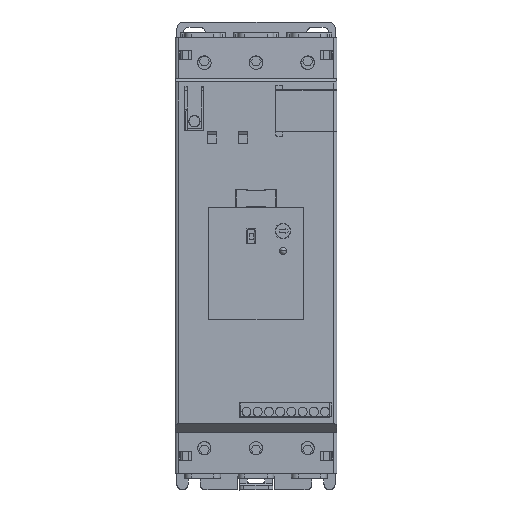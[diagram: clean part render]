
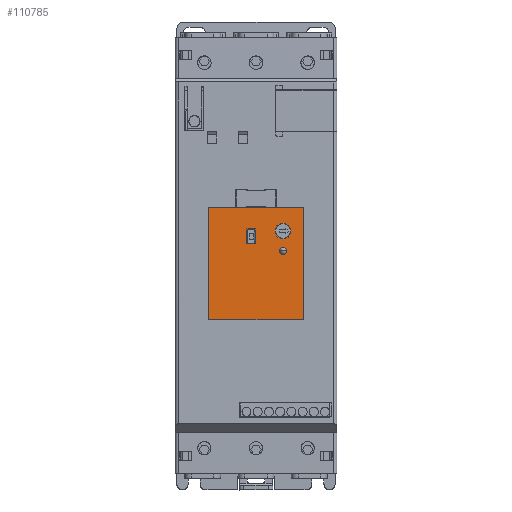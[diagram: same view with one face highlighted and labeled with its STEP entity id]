
A CAD part, top view. The second image highlights one B-rep face of the part: STEP entity #110785.
In plain terms, the highlighted planar face has unit normal (0, 0, 1).
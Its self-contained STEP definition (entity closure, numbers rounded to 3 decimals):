
#94726=DIRECTION('',(1.,0.,0.));
#94727=VECTOR('',#94726,5.35);
#94728=CARTESIAN_POINT('',(-79.094,205.163,
373.762));
#94729=LINE('',#94728,#94727);
#94730=DIRECTION('',(0.,1.,0.));
#94731=VECTOR('',#94730,0.175);
#94732=CARTESIAN_POINT('',(-73.744,205.163,
373.762));
#94733=LINE('',#94732,#94731);
#94734=DIRECTION('',(1.,0.,0.));
#94735=VECTOR('',#94734,11.825);
#94736=CARTESIAN_POINT('',(-73.744,205.338,
373.762));
#94737=LINE('',#94736,#94735);
#94738=DIRECTION('',(0.,-1.,0.));
#94739=VECTOR('',#94738,50.);
#94740=CARTESIAN_POINT('',(-61.919,205.338,
373.762));
#94741=LINE('',#94740,#94739);
#94742=DIRECTION('',(-1.,0.,0.));
#94743=VECTOR('',#94742,42.);
#94744=CARTESIAN_POINT('',(-61.919,155.338,
373.762));
#94745=LINE('',#94744,#94743);
#94746=DIRECTION('',(0.,1.,0.));
#94747=VECTOR('',#94746,50.);
#94748=CARTESIAN_POINT('',(-103.919,155.338,
373.762));
#94749=LINE('',#94748,#94747);
#94750=DIRECTION('',(1.,0.,0.));
#94751=VECTOR('',#94750,11.825);
#94752=CARTESIAN_POINT('',(-103.919,205.338,
373.762));
#94753=LINE('',#94752,#94751);
#94754=DIRECTION('',(0.,-1.,0.));
#94755=VECTOR('',#94754,0.175);
#94756=CARTESIAN_POINT('',(-92.094,205.338,
373.762));
#94757=LINE('',#94756,#94755);
#94758=DIRECTION('',(1.,0.,0.));
#94759=VECTOR('',#94758,5.35);
#94760=CARTESIAN_POINT('',(-92.094,205.163,
373.762));
#94761=LINE('',#94760,#94759);
#94762=DIRECTION('',(0.,1.,0.));
#94763=VECTOR('',#94762,0.175);
#94764=CARTESIAN_POINT('',(-86.744,205.163,
373.762));
#94765=LINE('',#94764,#94763);
#94766=DIRECTION('',(1.,0.,0.));
#94767=VECTOR('',#94766,7.65);
#94768=CARTESIAN_POINT('',(-86.744,205.338,
373.762));
#94769=LINE('',#94768,#94767);
#94770=DIRECTION('',(0.,-1.,0.));
#94771=VECTOR('',#94770,0.175);
#94772=CARTESIAN_POINT('',(-79.094,205.338,
373.762));
#94773=LINE('',#94772,#94771);
#94774=CARTESIAN_POINT('',(-70.919,194.888,
373.762));
#94775=DIRECTION('',(0.,0.,1.));
#94776=DIRECTION('',(0.,1.,0.));
#94777=AXIS2_PLACEMENT_3D('',#94774,#94775,#94776);
#94779=CARTESIAN_POINT('',(-70.919,194.888,
373.762));
#94780=DIRECTION('',(0.,0.,1.));
#94781=DIRECTION('',(0.,-1.,0.));
#94782=AXIS2_PLACEMENT_3D('',#94779,#94780,#94781);
#94784=DIRECTION('',(0.,-1.,0.));
#94785=VECTOR('',#94784,6.599);
#94786=CARTESIAN_POINT('',(-83.238,195.817,
373.762));
#94787=LINE('',#94786,#94785);
#94796=DIRECTION('',(-1.,0.,0.));
#94797=VECTOR('',#94796,3.703);
#94798=CARTESIAN_POINT('',(-83.238,189.218,
373.762));
#94799=LINE('',#94798,#94797);
#94804=DIRECTION('',(0.,1.,0.));
#94805=VECTOR('',#94804,6.599);
#94806=CARTESIAN_POINT('',(-86.941,189.218,
373.762));
#94807=LINE('',#94806,#94805);
#94812=DIRECTION('',(1.,0.,0.));
#94813=VECTOR('',#94812,3.703);
#94814=CARTESIAN_POINT('',(-86.941,195.817,
373.762));
#94815=LINE('',#94814,#94813);
#95078=CARTESIAN_POINT('',(-70.919,184.538,
373.762));
#95079=CARTESIAN_POINT('',(-71.094,184.538,
373.762));
#95080=CARTESIAN_POINT('',(-71.424,184.598,
373.762));
#95081=CARTESIAN_POINT('',(-71.89,184.853,
373.762));
#95082=CARTESIAN_POINT('',(-72.233,185.255,
373.762));
#95083=CARTESIAN_POINT('',(-72.426,185.765,
373.762));
#95084=CARTESIAN_POINT('',(-72.428,186.299,
373.762));
#95085=CARTESIAN_POINT('',(-72.24,186.81,
373.762));
#95086=CARTESIAN_POINT('',(-71.897,187.218,
373.762));
#95087=CARTESIAN_POINT('',(-71.425,187.478,
373.762));
#95088=CARTESIAN_POINT('',(-71.094,187.537,
373.762));
#95089=CARTESIAN_POINT('',(-70.919,187.538,
373.762));
#95095=CARTESIAN_POINT('',(-70.919,187.538,
373.762));
#95096=CARTESIAN_POINT('',(-70.744,187.537,
373.762));
#95097=CARTESIAN_POINT('',(-70.415,187.478,
373.762));
#95098=CARTESIAN_POINT('',(-69.948,187.222,
373.762));
#95099=CARTESIAN_POINT('',(-69.605,186.821,
373.762));
#95100=CARTESIAN_POINT('',(-69.412,186.311,
373.762));
#95101=CARTESIAN_POINT('',(-69.41,185.777,
373.762));
#95102=CARTESIAN_POINT('',(-69.599,185.266,
373.762));
#95103=CARTESIAN_POINT('',(-69.941,184.858,
373.762));
#95104=CARTESIAN_POINT('',(-70.413,184.598,
373.762));
#95105=CARTESIAN_POINT('',(-70.744,184.538,
373.762));
#95106=CARTESIAN_POINT('',(-70.919,184.538,
373.762));
#106198=CARTESIAN_POINT('',(-73.744,205.338,
373.762));
#106199=CARTESIAN_POINT('',(-73.744,205.163,
373.762));
#106200=VERTEX_POINT('',#106198);
#106201=VERTEX_POINT('',#106199);
#106202=CARTESIAN_POINT('',(-61.919,205.338,
373.762));
#106203=VERTEX_POINT('',#106202);
#106204=CARTESIAN_POINT('',(-92.094,205.338,
373.762));
#106205=VERTEX_POINT('',#106204);
#106206=CARTESIAN_POINT('',(-103.919,205.338,
373.762));
#106207=VERTEX_POINT('',#106206);
#106208=CARTESIAN_POINT('',(-86.744,205.338,
373.762));
#106209=CARTESIAN_POINT('',(-79.094,205.338,
373.762));
#106210=VERTEX_POINT('',#106208);
#106211=VERTEX_POINT('',#106209);
#106212=CARTESIAN_POINT('',(-61.919,155.338,
373.762));
#106213=VERTEX_POINT('',#106212);
#106214=CARTESIAN_POINT('',(-103.919,155.338,
373.762));
#106215=VERTEX_POINT('',#106214);
#106216=CARTESIAN_POINT('',(-79.094,205.163,
373.762));
#106217=VERTEX_POINT('',#106216);
#106218=CARTESIAN_POINT('',(-92.094,205.163,
373.762));
#106219=VERTEX_POINT('',#106218);
#106220=CARTESIAN_POINT('',(-86.744,205.163,
373.762));
#106221=VERTEX_POINT('',#106220);
#106222=CARTESIAN_POINT('',(-70.919,198.388,
373.762));
#106223=CARTESIAN_POINT('',(-70.919,191.388,
373.762));
#106224=VERTEX_POINT('',#106222);
#106225=VERTEX_POINT('',#106223);
#106226=CARTESIAN_POINT('',(-83.238,195.817,
373.762));
#106227=CARTESIAN_POINT('',(-83.238,189.218,
373.762));
#106228=VERTEX_POINT('',#106226);
#106229=VERTEX_POINT('',#106227);
#106230=CARTESIAN_POINT('',(-86.941,195.817,
373.762));
#106231=VERTEX_POINT('',#106230);
#106232=CARTESIAN_POINT('',(-86.941,189.218,
373.762));
#106233=VERTEX_POINT('',#106232);
#106234=VERTEX_POINT('',#95078);
#106235=VERTEX_POINT('',#95089);
#110732=CARTESIAN_POINT('',(-82.919,180.738,
373.762));
#110733=DIRECTION('',(0.,0.,1.));
#110734=DIRECTION('',(1.,0.,0.));
#110735=AXIS2_PLACEMENT_3D('',#110732,#110733,#110734);
#110736=PLANE('',#110735);
#110738=ORIENTED_EDGE('',*,*,#110737,.T.);
#110740=ORIENTED_EDGE('',*,*,#110739,.T.);
#110742=ORIENTED_EDGE('',*,*,#110741,.T.);
#110744=ORIENTED_EDGE('',*,*,#110743,.T.);
#110746=ORIENTED_EDGE('',*,*,#110745,.T.);
#110748=ORIENTED_EDGE('',*,*,#110747,.T.);
#110750=ORIENTED_EDGE('',*,*,#110749,.T.);
#110752=ORIENTED_EDGE('',*,*,#110751,.T.);
#110754=ORIENTED_EDGE('',*,*,#110753,.T.);
#110756=ORIENTED_EDGE('',*,*,#110755,.T.);
#110758=ORIENTED_EDGE('',*,*,#110757,.T.);
#110760=ORIENTED_EDGE('',*,*,#110759,.T.);
#110761=EDGE_LOOP('',(#110738,#110740,#110742,#110744,#110746,#110748,#110750,
#110752,#110754,#110756,#110758,#110760));
#110762=FACE_OUTER_BOUND('',#110761,.F.);
#110764=ORIENTED_EDGE('',*,*,#110763,.T.);
#110766=ORIENTED_EDGE('',*,*,#110765,.T.);
#110767=EDGE_LOOP('',(#110764,#110766));
#110768=FACE_BOUND('',#110767,.F.);
#110770=ORIENTED_EDGE('',*,*,#110769,.F.);
#110772=ORIENTED_EDGE('',*,*,#110771,.F.);
#110774=ORIENTED_EDGE('',*,*,#110773,.F.);
#110776=ORIENTED_EDGE('',*,*,#110775,.F.);
#110777=EDGE_LOOP('',(#110770,#110772,#110774,#110776));
#110778=FACE_BOUND('',#110777,.F.);
#110780=ORIENTED_EDGE('',*,*,#110779,.F.);
#110782=ORIENTED_EDGE('',*,*,#110781,.F.);
#110783=EDGE_LOOP('',(#110780,#110782));
#110784=FACE_BOUND('',#110783,.F.);
#110785=ADVANCED_FACE('',(#110762,#110768,#110778,#110784),#110736,.T.);
#94778=CIRCLE('',#94777,3.5);
#94783=CIRCLE('',#94782,3.5);
#95090=B_SPLINE_CURVE_WITH_KNOTS('',3,(#95078,#95079,#95080,#95081,#95082,
#95083,#95084,#95085,#95086,#95087,#95088,#95089),.UNSPECIFIED.,.F.,.F.,(4,1,1,
1,1,1,1,1,1,4),(0.,0.111,0.222,0.333,
0.444,0.556,0.667,0.778,
0.889,1.),.UNSPECIFIED.);
#95107=B_SPLINE_CURVE_WITH_KNOTS('',3,(#95095,#95096,#95097,#95098,#95099,
#95100,#95101,#95102,#95103,#95104,#95105,#95106),.UNSPECIFIED.,.F.,.F.,(4,1,1,
1,1,1,1,1,1,4),(0.,0.111,0.222,0.333,
0.444,0.556,0.667,0.778,
0.889,1.),.UNSPECIFIED.);
#110737=EDGE_CURVE('',#106217,#106201,#94729,.T.);
#110739=EDGE_CURVE('',#106201,#106200,#94733,.T.);
#110741=EDGE_CURVE('',#106200,#106203,#94737,.T.);
#110743=EDGE_CURVE('',#106203,#106213,#94741,.T.);
#110745=EDGE_CURVE('',#106213,#106215,#94745,.T.);
#110747=EDGE_CURVE('',#106215,#106207,#94749,.T.);
#110749=EDGE_CURVE('',#106207,#106205,#94753,.T.);
#110751=EDGE_CURVE('',#106205,#106219,#94757,.T.);
#110753=EDGE_CURVE('',#106219,#106221,#94761,.T.);
#110755=EDGE_CURVE('',#106221,#106210,#94765,.T.);
#110757=EDGE_CURVE('',#106210,#106211,#94769,.T.);
#110759=EDGE_CURVE('',#106211,#106217,#94773,.T.);
#110763=EDGE_CURVE('',#106224,#106225,#94778,.T.);
#110765=EDGE_CURVE('',#106225,#106224,#94783,.T.);
#110769=EDGE_CURVE('',#106228,#106229,#94787,.T.);
#110771=EDGE_CURVE('',#106231,#106228,#94815,.T.);
#110773=EDGE_CURVE('',#106233,#106231,#94807,.T.);
#110775=EDGE_CURVE('',#106229,#106233,#94799,.T.);
#110779=EDGE_CURVE('',#106234,#106235,#95090,.T.);
#110781=EDGE_CURVE('',#106235,#106234,#95107,.T.);
